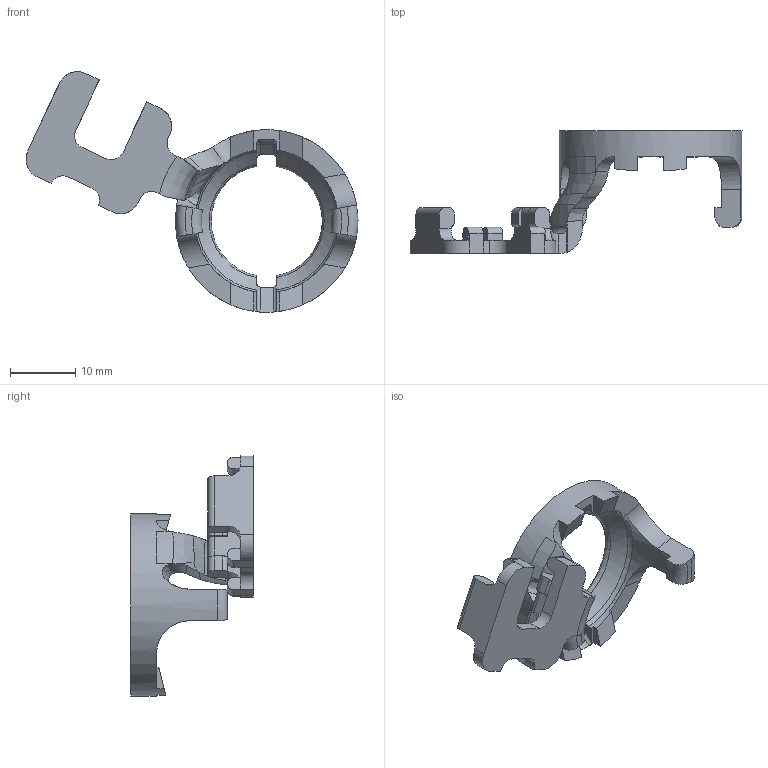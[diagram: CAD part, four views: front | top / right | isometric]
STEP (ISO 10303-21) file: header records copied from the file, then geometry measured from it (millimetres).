
FILE_DESCRIPTION((''),'2;1');
FILE_NAME('encoder_frame-mirrored.stp','2022-07-22T21:57:24',(''),(''),'STEP Write','Mastercam X8 ... CNC Software, Inc.','');
FILE_SCHEMA(('AUTOMOTIVE_DESIGN'));
Length unit declared in the file: millimetre
Products named in the file (1): None
Bounding box: 50.9 x 18.8 x 36.88 mm (x, y, z)
Volume: 2559.8 mm3; surface area: 2853.7 mm2
Topology: 1 solids, 1 shells, 167 faces, 523 edges, 355 vertices
Faces by surface type: plane 83, cylinder 54, bspline 18, torus 10, cone 2
Full cylindrical faces by diameter (mm): 28 x1
Entity records: 8794 total; most frequent: CARTESIAN_POINT 4361, ORIENTED_EDGE 1034, DIRECTION 813, EDGE_CURVE 517, VERTEX_POINT 352, AXIS2_PLACEMENT_3D 282, VECTOR 249, LINE 249
